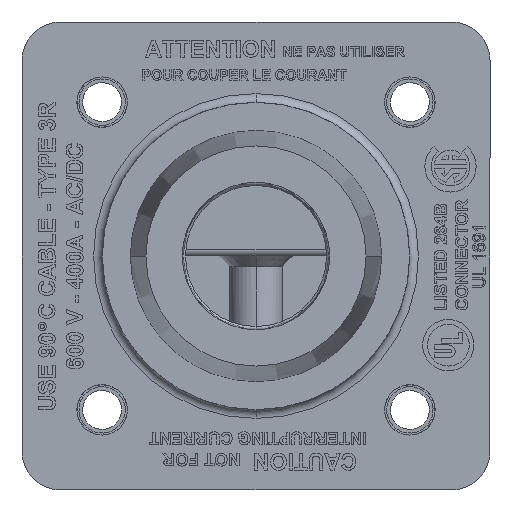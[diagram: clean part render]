
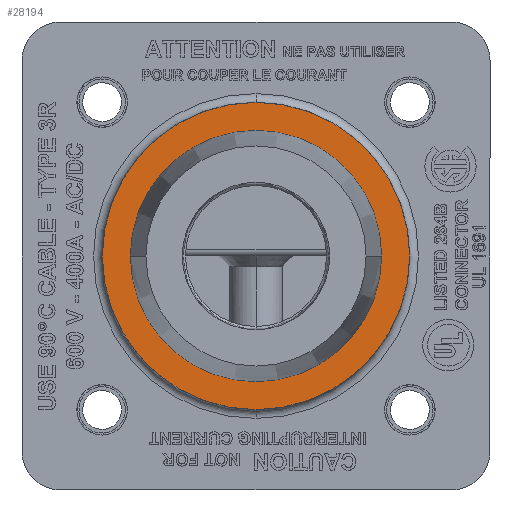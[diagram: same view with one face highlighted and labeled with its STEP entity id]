
A CAD part, left-side view. The second image highlights one B-rep face of the part: STEP entity #28194.
In plain terms, the highlighted planar face has unit normal (-1, 0, 0).
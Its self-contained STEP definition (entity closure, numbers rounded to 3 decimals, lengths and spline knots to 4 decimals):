
#1658 = EDGE_CURVE ( 'NONE', #56168, #77628, #74804, .T. ) ;
#2555 = PLANE ( 'NONE',  #67168 ) ;
#3124 = VERTEX_POINT ( 'NONE', #71812 ) ;
#9017 = CIRCLE ( 'NONE', #75316, 0.7489 ) ;
#9914 = AXIS2_PLACEMENT_3D ( 'NONE', #47864, #14913, #28000 ) ;
#12224 = EDGE_LOOP ( 'NONE', ( #70108, #42212 ) ) ;
#13194 = CARTESIAN_POINT ( 'NONE',  ( -0.613, 2.6177, -1.964 ) ) ;
#13489 = DIRECTION ( 'NONE',  ( 0., 1., 0. ) ) ;
#14760 = DIRECTION ( 'NONE',  ( 1., 0., 0. ) ) ;
#14913 = DIRECTION ( 'NONE',  ( -1., 0., 0. ) ) ;
#16475 = CIRCLE ( 'NONE', #84281, 0.6124 ) ;
#22847 = CARTESIAN_POINT ( 'NONE',  ( -0.613, 2.7553, -1.964 ) ) ;
#23967 = EDGE_CURVE ( 'NONE', #77628, #56168, #16475, .T. ) ;
#24933 = CIRCLE ( 'NONE', #75384, 0.7489 ) ;
#28000 = DIRECTION ( 'NONE',  ( 0., -1., 0. ) ) ;
#28194 = ADVANCED_FACE ( 'NONE', ( #56655, #85096 ), #2555, .F. ) ;
#30342 = CARTESIAN_POINT ( 'NONE',  ( -0.613, 1.3929, -1.964 ) ) ;
#32679 = ORIENTED_EDGE ( 'NONE', *, *, #23967, .F. ) ;
#41877 = CARTESIAN_POINT ( 'NONE',  ( -0.613, 2.0053, -1.964 ) ) ;
#42212 = ORIENTED_EDGE ( 'NONE', *, *, #59806, .T. ) ;
#43678 = EDGE_LOOP ( 'NONE', ( #77446, #32679 ) ) ;
#47373 = DIRECTION ( 'NONE',  ( -1., 0., 0. ) ) ;
#47864 = CARTESIAN_POINT ( 'NONE',  ( -0.613, 2.0053, -1.964 ) ) ;
#51847 = VERTEX_POINT ( 'NONE', #68288 ) ;
#56168 = VERTEX_POINT ( 'NONE', #13194 ) ;
#56655 = FACE_BOUND ( 'NONE', #43678, .T. ) ;
#58184 = EDGE_CURVE ( 'NONE', #51847, #3124, #9017, .T. ) ;
#59806 = EDGE_CURVE ( 'NONE', #3124, #51847, #24933, .T. ) ;
#59975 = CARTESIAN_POINT ( 'NONE',  ( -0.613, 2.0053, -1.964 ) ) ;
#60435 = DIRECTION ( 'NONE',  ( -1., 0., 0. ) ) ;
#67168 = AXIS2_PLACEMENT_3D ( 'NONE', #22847, #14760, #76569 ) ;
#68288 = CARTESIAN_POINT ( 'NONE',  ( -0.613, 2.0053, -2.7129 ) ) ;
#70108 = ORIENTED_EDGE ( 'NONE', *, *, #58184, .T. ) ;
#71812 = CARTESIAN_POINT ( 'NONE',  ( -0.613, 2.0053, -1.2151 ) ) ;
#73970 = DIRECTION ( 'NONE',  ( 0., 1., 0. ) ) ;
#74804 = CIRCLE ( 'NONE', #9914, 0.6124 ) ;
#75316 = AXIS2_PLACEMENT_3D ( 'NONE', #59975, #60435, #73970 ) ;
#75339 = CARTESIAN_POINT ( 'NONE',  ( -0.613, 2.0053, -1.964 ) ) ;
#75384 = AXIS2_PLACEMENT_3D ( 'NONE', #41877, #76617, #13489 ) ;
#76569 = DIRECTION ( 'NONE',  ( 0., 1., 0. ) ) ;
#76617 = DIRECTION ( 'NONE',  ( -1., 0., 0. ) ) ;
#77446 = ORIENTED_EDGE ( 'NONE', *, *, #1658, .F. ) ;
#77628 = VERTEX_POINT ( 'NONE', #30342 ) ;
#80761 = DIRECTION ( 'NONE',  ( 0., -1., 0. ) ) ;
#84281 = AXIS2_PLACEMENT_3D ( 'NONE', #75339, #47373, #80761 ) ;
#85096 = FACE_OUTER_BOUND ( 'NONE', #12224, .T. ) ;
